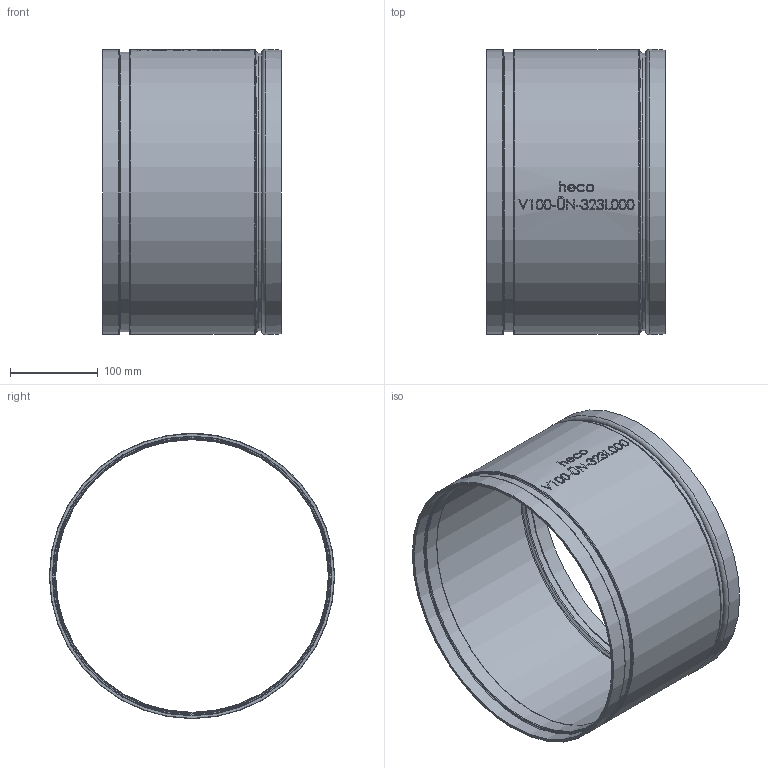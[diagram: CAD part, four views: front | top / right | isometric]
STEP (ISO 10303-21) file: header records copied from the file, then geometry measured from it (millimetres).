
FILE_DESCRIPTION (( 'STEP AP214' ), '1' );
FILE_NAME ('V100-ÜN-323L000-x Typ494W DN300 1200 Ø323,9 1812.STEP', '2018-12-20T13:57:46', ( '' ), ( '' ), 'SwSTEP 2.0', 'SolidWorks 2016', '' );
FILE_SCHEMA (( 'AUTOMOTIVE_DESIGN' ));
Length unit declared in the file: inch
Products named in the file (1): V100-ÜN-323L000-x Typ494W DN300 1200 Ø323,9 1812
Bounding box: 203.2 x 324.51 x 324.51 mm (x, y, z)
Volume: 644510.8 mm3; surface area: 432283 mm2
Topology: 1 solids, 1 shells, 260 faces, 658 edges, 434 vertices
Faces by surface type: bspline 129, plane 76, cylinder 36, torus 15, cone 4
Full cylindrical faces by diameter (mm): 309.982 x1, 312.293 x1, 315.976 x1, 317.856 x2, 318.287 x1, 323.85 x2
Entity records: 19088 total; most frequent: CARTESIAN_POINT 10942, ORIENTED_EDGE 1252, DIRECTION 693, EDGE_CURVE 626, VERTEX_POINT 429, EDGE_LOOP 323, FACE_OUTER_BOUND 283, B_SPLINE_CURVE_WITH_KNOTS 282
